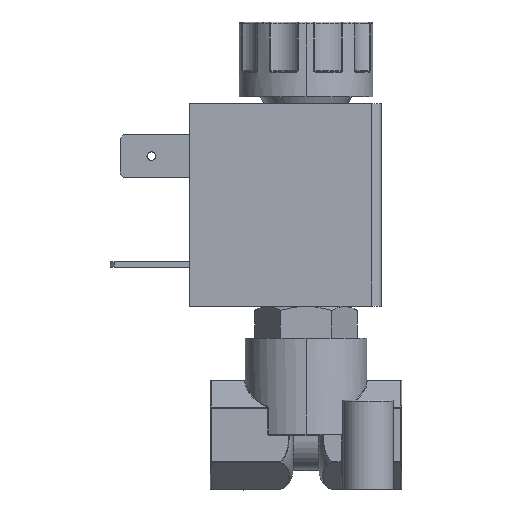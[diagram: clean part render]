
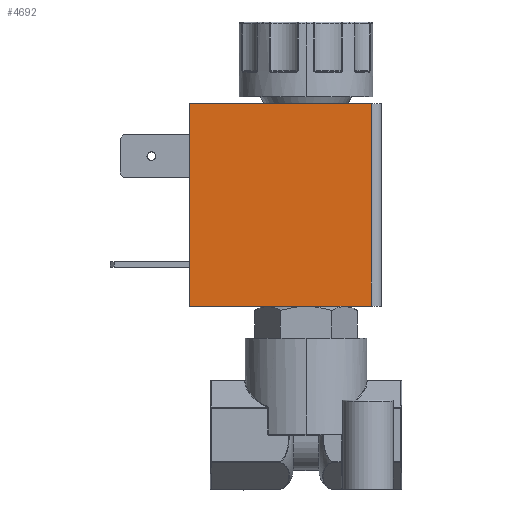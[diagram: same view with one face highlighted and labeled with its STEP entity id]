
A CAD part, top view. The second image highlights one B-rep face of the part: STEP entity #4692.
In plain terms, the highlighted planar face has unit normal (0, 0, 1).
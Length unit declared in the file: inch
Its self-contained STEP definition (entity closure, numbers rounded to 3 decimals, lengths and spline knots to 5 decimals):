
#674 = EDGE_CURVE ( 'NONE', #3985, #11265, #7566, .T. ) ;
#869 = VECTOR ( 'NONE', #9563, 39.37008 ) ;
#984 = AXIS2_PLACEMENT_3D ( 'NONE', #2846, #3071, #8503 ) ;
#1609 = EDGE_CURVE ( 'NONE', #4394, #1773, #4583, .T. ) ;
#1761 = ORIENTED_EDGE ( 'NONE', *, *, #5296, .F. ) ;
#1773 = VERTEX_POINT ( 'NONE', #9694 ) ;
#2846 = CARTESIAN_POINT ( 'NONE',  ( -0.66929, 0.742, 0.435 ) ) ;
#3001 = PLANE ( 'NONE',  #984 ) ;
#3071 = DIRECTION ( 'NONE',  ( 0., 0., -1. ) ) ;
#3382 = CARTESIAN_POINT ( 'NONE',  ( -0.66929, 0.742, 0.435 ) ) ;
#3454 = DIRECTION ( 'NONE',  ( -1., 0., 0. ) ) ;
#3985 = VERTEX_POINT ( 'NONE', #9831 ) ;
#4394 = VERTEX_POINT ( 'NONE', #13318 ) ;
#4583 = LINE ( 'NONE', #13649, #13917 ) ;
#4692 = ADVANCED_FACE ( 'Defeatured_0_205', ( #8723 ), #3001, .F. ) ;
#4715 = LINE ( 'NONE', #3382, #7863 ) ;
#5296 = EDGE_CURVE ( 'NONE', #11265, #4394, #12770, .T. ) ;
#5394 = EDGE_CURVE ( 'NONE', #1773, #3985, #4715, .T. ) ;
#6960 = EDGE_LOOP ( 'NONE', ( #10033, #1761, #12164, #11822 ) ) ;
#7566 = LINE ( 'NONE', #12912, #869 ) ;
#7863 = VECTOR ( 'NONE', #3454, 39.37008 ) ;
#8503 = DIRECTION ( 'NONE',  ( 0., 1., 0. ) ) ;
#8723 = FACE_OUTER_BOUND ( 'NONE', #6960, .T. ) ;
#9563 = DIRECTION ( 'NONE',  ( 0., 1., 0. ) ) ;
#9694 = CARTESIAN_POINT ( 'NONE',  ( 0.37471, 0.742, 0.435 ) ) ;
#9831 = CARTESIAN_POINT ( 'NONE',  ( -0.66929, 0.742, 0.435 ) ) ;
#10033 = ORIENTED_EDGE ( 'NONE', *, *, #1609, .F. ) ;
#10715 = VECTOR ( 'NONE', #11430, 39.37008 ) ;
#11265 = VERTEX_POINT ( 'NONE', #11412 ) ;
#11279 = DIRECTION ( 'NONE',  ( 0., -1., 0. ) ) ;
#11412 = CARTESIAN_POINT ( 'NONE',  ( -0.66929, 1.909, 0.435 ) ) ;
#11430 = DIRECTION ( 'NONE',  ( 1., 0., 0. ) ) ;
#11649 = CARTESIAN_POINT ( 'NONE',  ( -0.66929, 1.909, 0.435 ) ) ;
#11822 = ORIENTED_EDGE ( 'NONE', *, *, #5394, .F. ) ;
#12164 = ORIENTED_EDGE ( 'NONE', *, *, #674, .F. ) ;
#12770 = LINE ( 'NONE', #11649, #10715 ) ;
#12912 = CARTESIAN_POINT ( 'NONE',  ( -0.66929, 0.742, 0.435 ) ) ;
#13318 = CARTESIAN_POINT ( 'NONE',  ( 0.37471, 1.909, 0.435 ) ) ;
#13649 = CARTESIAN_POINT ( 'NONE',  ( 0.37471, 0.742, 0.435 ) ) ;
#13917 = VECTOR ( 'NONE', #11279, 39.37008 ) ;
